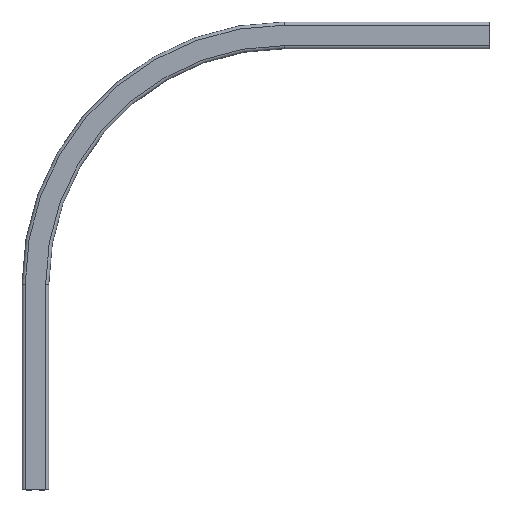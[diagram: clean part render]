
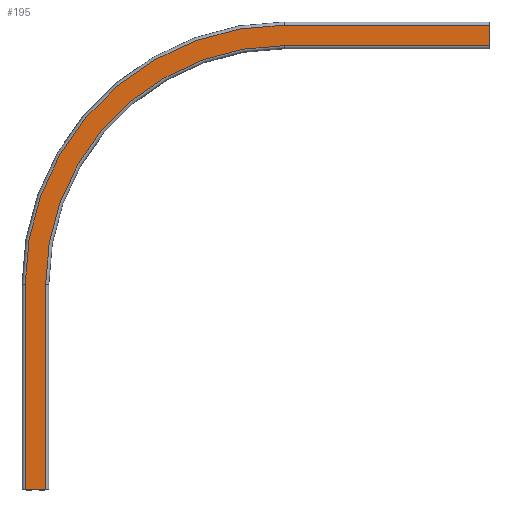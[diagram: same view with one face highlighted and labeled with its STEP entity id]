
A CAD part, top view. The second image highlights one B-rep face of the part: STEP entity #195.
In plain terms, the highlighted face is planar.
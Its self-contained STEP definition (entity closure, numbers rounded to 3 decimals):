
#195=ADVANCED_FACE('',(#410),#411,.T.);
#410=FACE_OUTER_BOUND('',#646,.T.);
#411=PLANE('',#647);
#646=EDGE_LOOP('',(#1109,#1110,#1111,#1112,#1113,#1114,#1115,#1116));
#647=AXIS2_PLACEMENT_3D('',#1117,#1118,#1119);
#1109=ORIENTED_EDGE('',*,*,#1592,.F.);
#1110=ORIENTED_EDGE('',*,*,#1617,.F.);
#1111=ORIENTED_EDGE('',*,*,#1618,.T.);
#1112=ORIENTED_EDGE('',*,*,#1619,.T.);
#1113=ORIENTED_EDGE('',*,*,#1511,.T.);
#1114=ORIENTED_EDGE('',*,*,#1544,.F.);
#1115=ORIENTED_EDGE('',*,*,#1620,.F.);
#1116=ORIENTED_EDGE('',*,*,#1606,.T.);
#1117=CARTESIAN_POINT('',(-24.9,60.,605.));
#1118=DIRECTION('',(0.,1.,0.));
#1119=DIRECTION('',(1.,0.,0.));
#1511=EDGE_CURVE('',#1828,#1826,#1829,.T.);
#1544=EDGE_CURVE('',#1875,#1826,#1878,.T.);
#1592=EDGE_CURVE('',#1946,#1948,#1949,.T.);
#1606=EDGE_CURVE('',#1970,#1948,#1971,.T.);
#1617=EDGE_CURVE('',#1982,#1946,#1983,.T.);
#1618=EDGE_CURVE('',#1982,#1984,#1985,.T.);
#1619=EDGE_CURVE('',#1984,#1828,#1986,.T.);
#1620=EDGE_CURVE('',#1970,#1875,#1987,.T.);
#1826=VERTEX_POINT('',#2238);
#1828=VERTEX_POINT('',#2240);
#1829=LINE('',#2241,#2242);
#1875=VERTEX_POINT('',#2299);
#1878=LINE('',#2302,#2303);
#1946=VERTEX_POINT('',#2392);
#1948=VERTEX_POINT('',#2394);
#1949=LINE('',#2395,#2396);
#1970=VERTEX_POINT('',#2421);
#1971=LINE('',#2422,#2423);
#1982=VERTEX_POINT('',#2440);
#1983=LINE('',#2441,#2442);
#1984=VERTEX_POINT('',#2443);
#1985=CIRCLE('',#2444,580.1);
#1986=LINE('',#2445,#2446);
#1987=CIRCLE('',#2447,629.9);
#2238=CARTESIAN_POINT('',(1105.,60.,-24.9));
#2240=CARTESIAN_POINT('',(1105.,60.,24.9));
#2241=CARTESIAN_POINT('',(1105.,60.,-24.9));
#2242=VECTOR('',#2652,1.);
#2299=CARTESIAN_POINT('',(605.,60.,-24.9));
#2302=CARTESIAN_POINT('',(605.,60.,-24.9));
#2303=VECTOR('',#2712,1.);
#2392=CARTESIAN_POINT('',(24.9,60.,1105.));
#2394=CARTESIAN_POINT('',(-24.9,60.,1105.));
#2395=CARTESIAN_POINT('',(-24.9,60.,1105.));
#2396=VECTOR('',#2782,1.);
#2421=CARTESIAN_POINT('',(-24.9,60.,605.));
#2422=CARTESIAN_POINT('',(-24.9,60.,605.));
#2423=VECTOR('',#2805,1.);
#2440=CARTESIAN_POINT('',(24.9,60.,605.));
#2441=CARTESIAN_POINT('',(24.9,60.,605.));
#2442=VECTOR('',#2815,1.);
#2443=CARTESIAN_POINT('',(605.,60.,24.9));
#2444=AXIS2_PLACEMENT_3D('',#2816,#2817,#2818);
#2445=CARTESIAN_POINT('',(605.,60.,24.9));
#2446=VECTOR('',#2819,1.);
#2447=AXIS2_PLACEMENT_3D('',#2820,#2821,#2822);
#2652=DIRECTION('',(0.,0.,-1.));
#2712=DIRECTION('',(1.,0.,0.));
#2782=DIRECTION('',(-1.,0.,0.));
#2805=DIRECTION('',(0.,0.,1.));
#2815=DIRECTION('',(0.,0.,1.));
#2816=CARTESIAN_POINT('',(605.,60.,605.));
#2817=DIRECTION('',(0.,-1.,0.));
#2818=DIRECTION('',(0.,0.,-1.));
#2819=DIRECTION('',(1.,0.,0.));
#2820=CARTESIAN_POINT('',(605.,60.,605.));
#2821=DIRECTION('',(0.,-1.,0.));
#2822=DIRECTION('',(0.,0.,-1.));
